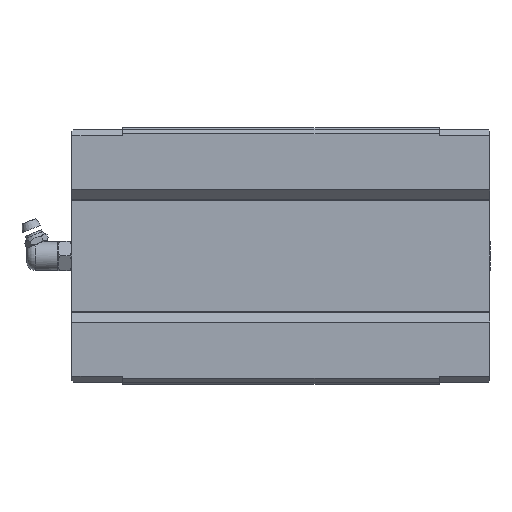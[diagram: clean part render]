
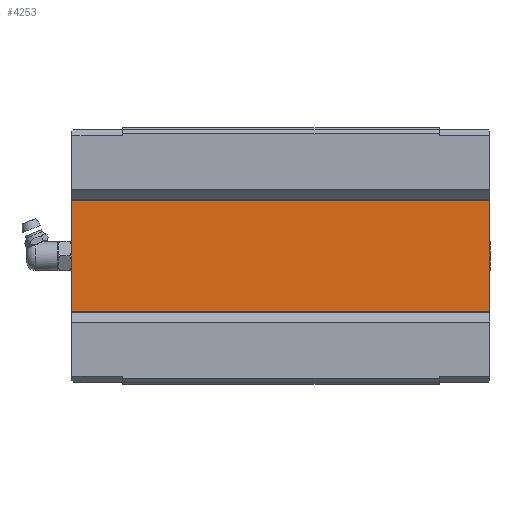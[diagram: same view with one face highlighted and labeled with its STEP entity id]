
A CAD part, front view. The second image highlights one B-rep face of the part: STEP entity #4253.
In plain terms, the highlighted planar face has unit normal (0, -1, 0).
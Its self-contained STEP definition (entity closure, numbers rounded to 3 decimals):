
#195 = VERTEX_POINT ( 'NONE', #1383 ) ;
#199 = ORIENTED_EDGE ( 'NONE', *, *, #524, .T. ) ;
#358 = VERTEX_POINT ( 'NONE', #5166 ) ;
#365 = LINE ( 'NONE', #2144, #1330 ) ;
#497 = VERTEX_POINT ( 'NONE', #4287 ) ;
#524 = EDGE_CURVE ( 'NONE', #358, #497, #3878, .T. ) ;
#1122 = ORIENTED_EDGE ( 'NONE', *, *, #4554, .T. ) ;
#1330 = VECTOR ( 'NONE', #2034, 1000. ) ;
#1369 = CARTESIAN_POINT ( 'NONE',  ( 70., 23.1, 19.191 ) ) ;
#1383 = CARTESIAN_POINT ( 'NONE',  ( -70., 23.1, 19.191 ) ) ;
#1753 = VECTOR ( 'NONE', #2619, 1000. ) ;
#1876 = EDGE_LOOP ( 'NONE', ( #4374, #1122, #3171, #199 ) ) ;
#1934 = PLANE ( 'NONE',  #2918 ) ;
#2034 = DIRECTION ( 'NONE',  ( 0., 0., 1. ) ) ;
#2144 = CARTESIAN_POINT ( 'NONE',  ( 70., 23.1, -19.191 ) ) ;
#2309 = DIRECTION ( 'NONE',  ( 0., -1., 0. ) ) ;
#2619 = DIRECTION ( 'NONE',  ( -1., 0., 0. ) ) ;
#2778 = FACE_OUTER_BOUND ( 'NONE', #1876, .T. ) ;
#2801 = DIRECTION ( 'NONE',  ( 0., 0., -1. ) ) ;
#2918 = AXIS2_PLACEMENT_3D ( 'NONE', #3209, #2309, #2801 ) ;
#3040 = CARTESIAN_POINT ( 'NONE',  ( 70., 23.1, -19.191 ) ) ;
#3171 = ORIENTED_EDGE ( 'NONE', *, *, #5071, .T. ) ;
#3209 = CARTESIAN_POINT ( 'NONE',  ( 70., 23.1, -19.191 ) ) ;
#3878 = LINE ( 'NONE', #3040, #4277 ) ;
#3994 = EDGE_CURVE ( 'NONE', #497, #4044, #365, .T. ) ;
#4044 = VERTEX_POINT ( 'NONE', #5101 ) ;
#4090 = LINE ( 'NONE', #4115, #4835 ) ;
#4115 = CARTESIAN_POINT ( 'NONE',  ( -70., 23.1, -19.191 ) ) ;
#4253 = ADVANCED_FACE ( 'NONE', ( #2778 ), #1934, .T. ) ;
#4277 = VECTOR ( 'NONE', #4705, 1000. ) ;
#4287 = CARTESIAN_POINT ( 'NONE',  ( 70., 23.1, -19.191 ) ) ;
#4374 = ORIENTED_EDGE ( 'NONE', *, *, #3994, .T. ) ;
#4554 = EDGE_CURVE ( 'NONE', #4044, #195, #5126, .T. ) ;
#4705 = DIRECTION ( 'NONE',  ( 1., 0., 0. ) ) ;
#4835 = VECTOR ( 'NONE', #5355, 1000. ) ;
#5071 = EDGE_CURVE ( 'NONE', #195, #358, #4090, .T. ) ;
#5101 = CARTESIAN_POINT ( 'NONE',  ( 70., 23.1, 19.191 ) ) ;
#5126 = LINE ( 'NONE', #1369, #1753 ) ;
#5166 = CARTESIAN_POINT ( 'NONE',  ( -70., 23.1, -19.191 ) ) ;
#5355 = DIRECTION ( 'NONE',  ( 0., 0., -1. ) ) ;
